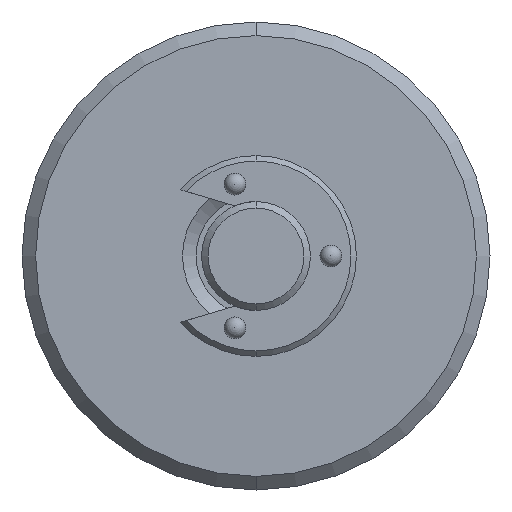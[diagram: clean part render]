
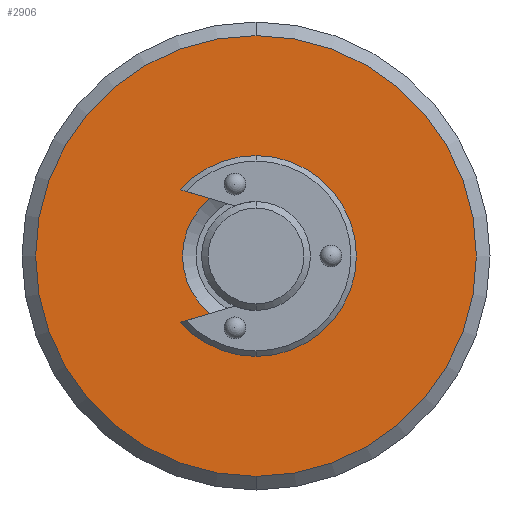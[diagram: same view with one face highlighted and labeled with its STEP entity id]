
A CAD part, front view. The second image highlights one B-rep face of the part: STEP entity #2906.
In plain terms, the highlighted planar face has unit normal (0, -1, 0).
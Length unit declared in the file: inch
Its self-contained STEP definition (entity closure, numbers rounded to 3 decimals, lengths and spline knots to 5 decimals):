
#46 = CARTESIAN_POINT ( 'NONE',  ( 0., -2.6025, -0.3375 ) ) ;
#78 = DIRECTION ( 'NONE',  ( 0., 1., 0. ) ) ;
#195 = ORIENTED_EDGE ( 'NONE', *, *, #1531, .T. ) ;
#209 = CIRCLE ( 'NONE', #3376, 0.3375 ) ;
#223 = EDGE_LOOP ( 'NONE', ( #195, #2232 ) ) ;
#237 = ORIENTED_EDGE ( 'NONE', *, *, #2004, .F. ) ;
#259 = CIRCLE ( 'NONE', #338, 1.0125 ) ;
#289 = DIRECTION ( 'NONE',  ( 0., 1., 0. ) ) ;
#338 = AXIS2_PLACEMENT_3D ( 'NONE', #2381, #757, #2650 ) ;
#352 = CARTESIAN_POINT ( 'NONE',  ( 0., -2.6025, 1.0125 ) ) ;
#630 = EDGE_LOOP ( 'NONE', ( #2363, #237 ) ) ;
#714 = FACE_BOUND ( 'NONE', #223, .T. ) ;
#757 = DIRECTION ( 'NONE',  ( 0., 1., 0. ) ) ;
#775 = VERTEX_POINT ( 'NONE', #1261 ) ;
#808 = FACE_OUTER_BOUND ( 'NONE', #630, .T. ) ;
#839 = EDGE_CURVE ( 'NONE', #775, #983, #1204, .T. ) ;
#888 = CARTESIAN_POINT ( 'NONE',  ( 0., -2.6025, 0. ) ) ;
#983 = VERTEX_POINT ( 'NONE', #46 ) ;
#1170 = DIRECTION ( 'NONE',  ( 0., 0., 1. ) ) ;
#1204 = CIRCLE ( 'NONE', #3463, 0.3375 ) ;
#1261 = CARTESIAN_POINT ( 'NONE',  ( 0., -2.6025, 0.3375 ) ) ;
#1296 = CARTESIAN_POINT ( 'NONE',  ( 0., -2.6025, 0. ) ) ;
#1531 = EDGE_CURVE ( 'NONE', #983, #775, #209, .T. ) ;
#1578 = DIRECTION ( 'NONE',  ( 0., 0., 1. ) ) ;
#1584 = EDGE_CURVE ( 'NONE', #2100, #2679, #259, .T. ) ;
#1609 = AXIS2_PLACEMENT_3D ( 'NONE', #888, #2777, #1170 ) ;
#1770 = PLANE ( 'NONE',  #2919 ) ;
#1965 = CARTESIAN_POINT ( 'NONE',  ( 0., -2.6025, 0. ) ) ;
#2004 = EDGE_CURVE ( 'NONE', #2679, #2100, #2979, .T. ) ;
#2043 = DIRECTION ( 'NONE',  ( 0., 0., 1. ) ) ;
#2100 = VERTEX_POINT ( 'NONE', #352 ) ;
#2228 = DIRECTION ( 'NONE',  ( 0., 0., 1. ) ) ;
#2232 = ORIENTED_EDGE ( 'NONE', *, *, #839, .T. ) ;
#2363 = ORIENTED_EDGE ( 'NONE', *, *, #1584, .F. ) ;
#2381 = CARTESIAN_POINT ( 'NONE',  ( 0., -2.6025, 0. ) ) ;
#2650 = DIRECTION ( 'NONE',  ( 0., 0., 1. ) ) ;
#2679 = VERTEX_POINT ( 'NONE', #3238 ) ;
#2777 = DIRECTION ( 'NONE',  ( 0., 1., 0. ) ) ;
#2906 = ADVANCED_FACE ( 'NONE', ( #808, #714 ), #1770, .F. ) ;
#2919 = AXIS2_PLACEMENT_3D ( 'NONE', #3100, #78, #2043 ) ;
#2979 = CIRCLE ( 'NONE', #1609, 1.0125 ) ;
#3100 = CARTESIAN_POINT ( 'NONE',  ( -0.3375, -2.6025, 0. ) ) ;
#3200 = DIRECTION ( 'NONE',  ( 0., 1., 0. ) ) ;
#3238 = CARTESIAN_POINT ( 'NONE',  ( 0., -2.6025, -1.0125 ) ) ;
#3376 = AXIS2_PLACEMENT_3D ( 'NONE', #1296, #3200, #1578 ) ;
#3463 = AXIS2_PLACEMENT_3D ( 'NONE', #1965, #289, #2228 ) ;
